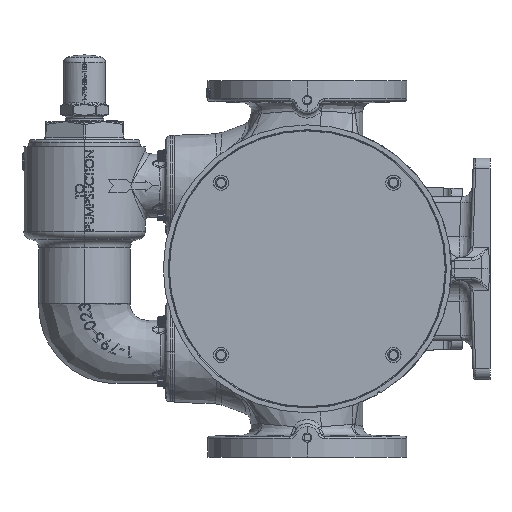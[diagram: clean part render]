
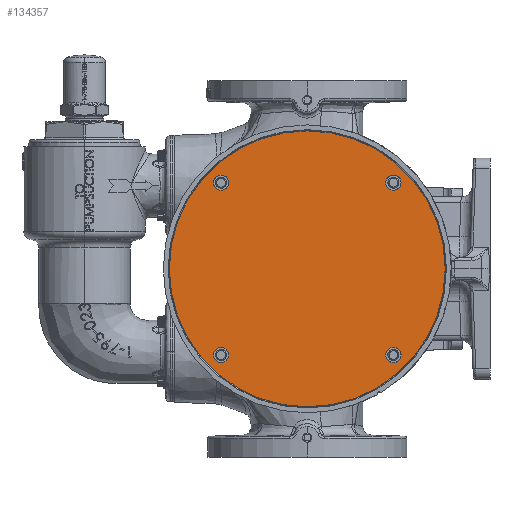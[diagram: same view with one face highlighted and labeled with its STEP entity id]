
A CAD part, left-side view. The second image highlights one B-rep face of the part: STEP entity #134357.
In plain terms, the highlighted planar face has unit normal (-1, 0, 0).
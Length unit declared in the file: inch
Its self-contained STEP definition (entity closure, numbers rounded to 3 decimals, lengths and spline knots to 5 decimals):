
#7741 = ORIENTED_EDGE ( 'NONE', *, *, #238584, .F. ) ;
#10247 = AXIS2_PLACEMENT_3D ( 'NONE', #123106, #273088, #144712 ) ;
#11766 = CIRCLE ( 'NONE', #19200, 0.34375 ) ;
#14481 = VERTEX_POINT ( 'NONE', #208700 ) ;
#16903 = ORIENTED_EDGE ( 'NONE', *, *, #276545, .F. ) ;
#17149 = VERTEX_POINT ( 'NONE', #268986 ) ;
#19200 = AXIS2_PLACEMENT_3D ( 'NONE', #218867, #90501, #240435 ) ;
#20659 = CIRCLE ( 'NONE', #10247, 6.2305 ) ;
#22714 = VERTEX_POINT ( 'NONE', #270297 ) ;
#23744 = CIRCLE ( 'NONE', #163603, 6.2305 ) ;
#25788 = VERTEX_POINT ( 'NONE', #97748 ) ;
#28578 = CARTESIAN_POINT ( 'NONE',  ( -25.11, 3.88909, 3.88909 ) ) ;
#29742 = CARTESIAN_POINT ( 'NONE',  ( -25.11, -3.88909, 3.88909 ) ) ;
#36800 = VERTEX_POINT ( 'NONE', #244735 ) ;
#37861 = EDGE_LOOP ( 'NONE', ( #87339, #16903 ) ) ;
#40795 = CIRCLE ( 'NONE', #232714, 0.34375 ) ;
#45144 = ORIENTED_EDGE ( 'NONE', *, *, #85615, .F. ) ;
#48982 = DIRECTION ( 'NONE',  ( -1., 0., 0. ) ) ;
#50043 = CARTESIAN_POINT ( 'NONE',  ( -25.11, 0., 0. ) ) ;
#50135 = DIRECTION ( 'NONE',  ( 0., 0., 1. ) ) ;
#51297 = DIRECTION ( 'NONE',  ( 0., -1., 0. ) ) ;
#51750 = EDGE_CURVE ( 'NONE', #17149, #100135, #136997, .T. ) ;
#52637 = VERTEX_POINT ( 'NONE', #159988 ) ;
#54808 = FACE_BOUND ( 'NONE', #147070, .T. ) ;
#57396 = EDGE_CURVE ( 'NONE', #14481, #205039, #156978, .T. ) ;
#61635 = FACE_BOUND ( 'NONE', #146463, .T. ) ;
#62078 = DIRECTION ( 'NONE',  ( -1., 0., 0. ) ) ;
#62107 = CARTESIAN_POINT ( 'NONE',  ( -25.11, -3.88909, -3.88909 ) ) ;
#69287 = EDGE_CURVE ( 'NONE', #205039, #14481, #136156, .T. ) ;
#71676 = DIRECTION ( 'NONE',  ( 0., 0., -1. ) ) ;
#73642 = DIRECTION ( 'NONE',  ( -1., 0., 0. ) ) ;
#77383 = CARTESIAN_POINT ( 'NONE',  ( -25.11, 3.88909, -3.88909 ) ) ;
#80345 = ORIENTED_EDGE ( 'NONE', *, *, #69287, .F. ) ;
#83701 = DIRECTION ( 'NONE',  ( 0., 0., -1. ) ) ;
#85615 = EDGE_CURVE ( 'NONE', #36800, #22714, #174107, .T. ) ;
#87339 = ORIENTED_EDGE ( 'NONE', *, *, #118970, .F. ) ;
#89003 = ORIENTED_EDGE ( 'NONE', *, *, #51750, .F. ) ;
#90501 = DIRECTION ( 'NONE',  ( -1., 0., 0. ) ) ;
#92475 = DIRECTION ( 'NONE',  ( 1., 0., 0. ) ) ;
#94166 = CARTESIAN_POINT ( 'NONE',  ( -25.11, -3.54534, 3.88909 ) ) ;
#97748 = CARTESIAN_POINT ( 'NONE',  ( -25.11, 0., -6.2305 ) ) ;
#98929 = DIRECTION ( 'NONE',  ( 0., 1., 0. ) ) ;
#100135 = VERTEX_POINT ( 'NONE', #119507 ) ;
#100719 = CIRCLE ( 'NONE', #210184, 0.34375 ) ;
#104487 = CARTESIAN_POINT ( 'NONE',  ( -25.11, -4.23284, 3.88909 ) ) ;
#111877 = AXIS2_PLACEMENT_3D ( 'NONE', #220820, #92475, #242399 ) ;
#111901 = FACE_BOUND ( 'NONE', #170938, .T. ) ;
#118970 = EDGE_CURVE ( 'NONE', #25788, #52637, #23744, .T. ) ;
#119507 = CARTESIAN_POINT ( 'NONE',  ( -25.11, -3.88909, -3.54534 ) ) ;
#123106 = CARTESIAN_POINT ( 'NONE',  ( -25.11, 0., 0. ) ) ;
#124554 = ORIENTED_EDGE ( 'NONE', *, *, #258166, .F. ) ;
#130137 = AXIS2_PLACEMENT_3D ( 'NONE', #77383, #227233, #98929 ) ;
#134357 = ADVANCED_FACE ( 'NONE', ( #111901, #61635, #54808, #168956, #225844 ), #263024, .F. ) ;
#135050 = AXIS2_PLACEMENT_3D ( 'NONE', #177493, #48982, #199080 ) ;
#136156 = CIRCLE ( 'NONE', #174032, 0.34375 ) ;
#136997 = CIRCLE ( 'NONE', #219813, 0.34375 ) ;
#144712 = DIRECTION ( 'NONE',  ( 0., 0., -1. ) ) ;
#146463 = EDGE_LOOP ( 'NONE', ( #89003, #7741 ) ) ;
#147070 = EDGE_LOOP ( 'NONE', ( #176580, #124554 ) ) ;
#151036 = CIRCLE ( 'NONE', #130137, 0.34375 ) ;
#156978 = CIRCLE ( 'NONE', #251085, 0.34375 ) ;
#159988 = CARTESIAN_POINT ( 'NONE',  ( -25.11, 0., 6.2305 ) ) ;
#163603 = AXIS2_PLACEMENT_3D ( 'NONE', #50043, #200131, #71676 ) ;
#167895 = ORIENTED_EDGE ( 'NONE', *, *, #176388, .F. ) ;
#168956 = FACE_BOUND ( 'NONE', #175151, .T. ) ;
#170938 = EDGE_LOOP ( 'NONE', ( #167895, #45144 ) ) ;
#174032 = AXIS2_PLACEMENT_3D ( 'NONE', #28578, #178653, #50135 ) ;
#174107 = CIRCLE ( 'NONE', #135050, 0.34375 ) ;
#175151 = EDGE_LOOP ( 'NONE', ( #80345, #248628 ) ) ;
#176388 = EDGE_CURVE ( 'NONE', #22714, #36800, #151036, .T. ) ;
#176580 = ORIENTED_EDGE ( 'NONE', *, *, #233962, .F. ) ;
#177493 = CARTESIAN_POINT ( 'NONE',  ( -25.11, 3.88909, -3.88909 ) ) ;
#178653 = DIRECTION ( 'NONE',  ( -1., 0., 0. ) ) ;
#179814 = DIRECTION ( 'NONE',  ( -1., 0., 0. ) ) ;
#187813 = VERTEX_POINT ( 'NONE', #104487 ) ;
#190538 = CARTESIAN_POINT ( 'NONE',  ( -25.11, -3.88909, -3.88909 ) ) ;
#199080 = DIRECTION ( 'NONE',  ( 0., 1., 0. ) ) ;
#200131 = DIRECTION ( 'NONE',  ( 1., 0., 0. ) ) ;
#202097 = CARTESIAN_POINT ( 'NONE',  ( -25.11, 3.88909, 3.88909 ) ) ;
#203962 = CARTESIAN_POINT ( 'NONE',  ( -25.11, 3.88909, 4.23284 ) ) ;
#205039 = VERTEX_POINT ( 'NONE', #203962 ) ;
#208700 = CARTESIAN_POINT ( 'NONE',  ( -25.11, 3.88909, 3.54534 ) ) ;
#210184 = AXIS2_PLACEMENT_3D ( 'NONE', #190538, #62078, #212083 ) ;
#212083 = DIRECTION ( 'NONE',  ( 0., 0., -1. ) ) ;
#212111 = DIRECTION ( 'NONE',  ( -1., 0., 0. ) ) ;
#218867 = CARTESIAN_POINT ( 'NONE',  ( -25.11, -3.88909, 3.88909 ) ) ;
#219813 = AXIS2_PLACEMENT_3D ( 'NONE', #62107, #212111, #83701 ) ;
#220820 = CARTESIAN_POINT ( 'NONE',  ( -25.11, 6.2305, 0. ) ) ;
#223564 = DIRECTION ( 'NONE',  ( 0., 0., 1. ) ) ;
#225844 = FACE_OUTER_BOUND ( 'NONE', #37861, .T. ) ;
#227233 = DIRECTION ( 'NONE',  ( -1., 0., 0. ) ) ;
#232714 = AXIS2_PLACEMENT_3D ( 'NONE', #29742, #179814, #51297 ) ;
#233962 = EDGE_CURVE ( 'NONE', #187813, #257992, #11766, .T. ) ;
#238584 = EDGE_CURVE ( 'NONE', #100135, #17149, #100719, .T. ) ;
#240435 = DIRECTION ( 'NONE',  ( 0., -1., 0. ) ) ;
#242399 = DIRECTION ( 'NONE',  ( 0., 0., -1. ) ) ;
#244735 = CARTESIAN_POINT ( 'NONE',  ( -25.11, 3.54534, -3.88909 ) ) ;
#248628 = ORIENTED_EDGE ( 'NONE', *, *, #57396, .F. ) ;
#251085 = AXIS2_PLACEMENT_3D ( 'NONE', #202097, #73642, #223564 ) ;
#257992 = VERTEX_POINT ( 'NONE', #94166 ) ;
#258166 = EDGE_CURVE ( 'NONE', #257992, #187813, #40795, .T. ) ;
#263024 = PLANE ( 'NONE',  #111877 ) ;
#268986 = CARTESIAN_POINT ( 'NONE',  ( -25.11, -3.88909, -4.23284 ) ) ;
#270297 = CARTESIAN_POINT ( 'NONE',  ( -25.11, 4.23284, -3.88909 ) ) ;
#273088 = DIRECTION ( 'NONE',  ( 1., 0., 0. ) ) ;
#276545 = EDGE_CURVE ( 'NONE', #52637, #25788, #20659, .T. ) ;
